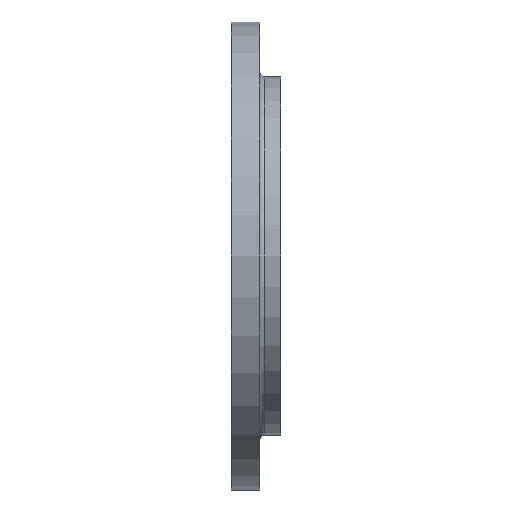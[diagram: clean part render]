
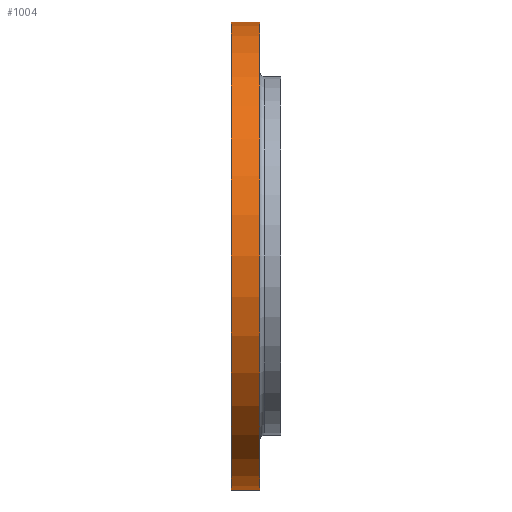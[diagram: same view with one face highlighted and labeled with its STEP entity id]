
A CAD part, front view. The second image highlights one B-rep face of the part: STEP entity #1004.
In plain terms, the highlighted cylindrical face has radius 298.45 mm (diameter 596.9 mm), a partial arc.
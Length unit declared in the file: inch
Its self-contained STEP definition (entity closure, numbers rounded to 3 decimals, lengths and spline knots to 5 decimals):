
#6 = CARTESIAN_POINT ( 'NONE',  ( 0., 0., 11.75 ) ) ;
#11 = AXIS2_PLACEMENT_3D ( 'NONE', #1430, #1228, #1483 ) ;
#36 = AXIS2_PLACEMENT_3D ( 'NONE', #496, #296, #771 ) ;
#58 = CIRCLE ( 'NONE', #11, 11.75 ) ;
#113 = VECTOR ( 'NONE', #372, 39.37008 ) ;
#186 = CARTESIAN_POINT ( 'NONE',  ( 1.29986, 0., 0. ) ) ;
#188 = ORIENTED_EDGE ( 'NONE', *, *, #972, .F. ) ;
#223 = VECTOR ( 'NONE', #956, 39.37008 ) ;
#230 = LINE ( 'NONE', #476, #223 ) ;
#268 = CARTESIAN_POINT ( 'NONE',  ( 1.29986, 0., 11.75 ) ) ;
#296 = DIRECTION ( 'NONE',  ( -1., 0., 0. ) ) ;
#307 = CARTESIAN_POINT ( 'NONE',  ( -0.13764, 0., -11.75 ) ) ;
#372 = DIRECTION ( 'NONE',  ( -1., 0., 0. ) ) ;
#415 = EDGE_CURVE ( 'NONE', #1464, #1544, #230, .T. ) ;
#476 = CARTESIAN_POINT ( 'NONE',  ( 0., 0., -11.75 ) ) ;
#485 = EDGE_LOOP ( 'NONE', ( #1295, #547, #1010, #188 ) ) ;
#496 = CARTESIAN_POINT ( 'NONE',  ( 0., 0., 0. ) ) ;
#520 = FACE_OUTER_BOUND ( 'NONE', #485, .T. ) ;
#521 = VERTEX_POINT ( 'NONE', #268 ) ;
#547 = ORIENTED_EDGE ( 'NONE', *, *, #1111, .T. ) ;
#641 = CYLINDRICAL_SURFACE ( 'NONE', #36, 11.75 ) ;
#691 = CIRCLE ( 'NONE', #1129, 11.75 ) ;
#771 = DIRECTION ( 'NONE',  ( 0., 0., 1. ) ) ;
#918 = EDGE_CURVE ( 'NONE', #521, #1549, #1102, .T. ) ;
#956 = DIRECTION ( 'NONE',  ( -1., 0., 0. ) ) ;
#972 = EDGE_CURVE ( 'NONE', #1544, #1549, #58, .T. ) ;
#1004 = ADVANCED_FACE ( 'NONE', ( #520 ), #641, .T. ) ;
#1010 = ORIENTED_EDGE ( 'NONE', *, *, #918, .T. ) ;
#1022 = DIRECTION ( 'NONE',  ( 0., 0., 1. ) ) ;
#1102 = LINE ( 'NONE', #6, #113 ) ;
#1111 = EDGE_CURVE ( 'NONE', #1464, #521, #691, .T. ) ;
#1129 = AXIS2_PLACEMENT_3D ( 'NONE', #186, #1163, #1022 ) ;
#1163 = DIRECTION ( 'NONE',  ( -1., 0., 0. ) ) ;
#1224 = CARTESIAN_POINT ( 'NONE',  ( 1.29986, 0., -11.75 ) ) ;
#1228 = DIRECTION ( 'NONE',  ( -1., 0., 0. ) ) ;
#1295 = ORIENTED_EDGE ( 'NONE', *, *, #415, .F. ) ;
#1386 = CARTESIAN_POINT ( 'NONE',  ( -0.13764, 0., 11.75 ) ) ;
#1430 = CARTESIAN_POINT ( 'NONE',  ( -0.13764, 0., 0. ) ) ;
#1464 = VERTEX_POINT ( 'NONE', #1224 ) ;
#1483 = DIRECTION ( 'NONE',  ( 0., 0., 1. ) ) ;
#1544 = VERTEX_POINT ( 'NONE', #307 ) ;
#1549 = VERTEX_POINT ( 'NONE', #1386 ) ;
